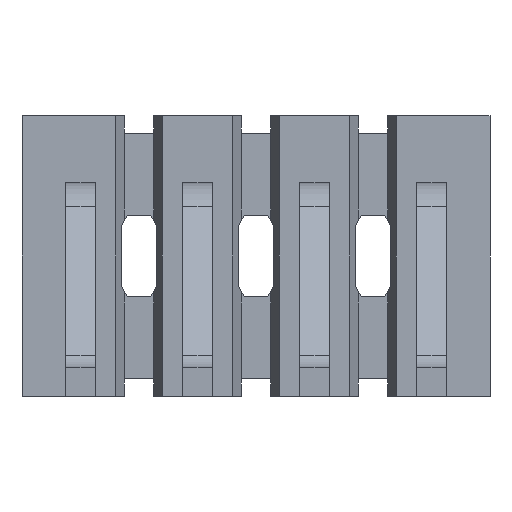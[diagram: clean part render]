
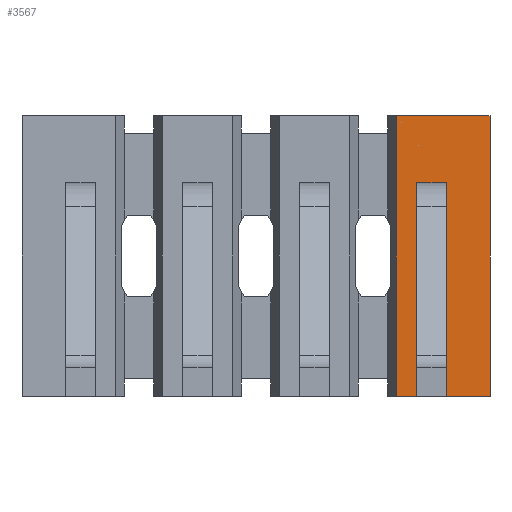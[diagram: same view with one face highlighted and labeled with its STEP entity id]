
A CAD part, front view. The second image highlights one B-rep face of the part: STEP entity #3567.
In plain terms, the highlighted face is planar.
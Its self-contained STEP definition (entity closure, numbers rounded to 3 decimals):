
#840 = VERTEX_POINT('',#841);
#841 = CARTESIAN_POINT('',(-3.048,3.048,-1.27));
#847 = EDGE_CURVE('',#840,#848,#850,.T.);
#848 = VERTEX_POINT('',#849);
#849 = CARTESIAN_POINT('',(-5.08,3.048,-1.27));
#850 = LINE('',#851,#852);
#851 = CARTESIAN_POINT('',(5.08,3.048,-1.27));
#852 = VECTOR('',#853,1.);
#853 = DIRECTION('',(-1.,0.,0.));
#2202 = VERTEX_POINT('',#2203);
#2203 = CARTESIAN_POINT('',(-5.08,-3.048,-1.27));
#2209 = EDGE_CURVE('',#2202,#2210,#2212,.T.);
#2210 = VERTEX_POINT('',#2211);
#2211 = CARTESIAN_POINT('',(-3.048,-3.048,-1.27));
#2212 = LINE('',#2213,#2214);
#2213 = CARTESIAN_POINT('',(-5.08,-3.048,-1.27));
#2214 = VECTOR('',#2215,1.);
#2215 = DIRECTION('',(1.,0.,0.));
#3567 = ADVANCED_FACE('',(#3568,#3602,#3636),#3652,.F.);
#3568 = FACE_BOUND('',#3569,.T.);
#3569 = EDGE_LOOP('',(#3570,#3580,#3588,#3596));
#3570 = ORIENTED_EDGE('',*,*,#3571,.T.);
#3571 = EDGE_CURVE('',#3572,#3574,#3576,.T.);
#3572 = VERTEX_POINT('',#3573);
#3573 = CARTESIAN_POINT('',(-3.493,-0.953,-1.27));
#3574 = VERTEX_POINT('',#3575);
#3575 = CARTESIAN_POINT('',(-4.128,-0.953,-1.27));
#3576 = LINE('',#3577,#3578);
#3577 = CARTESIAN_POINT('',(-3.493,-0.953,-1.27));
#3578 = VECTOR('',#3579,1.);
#3579 = DIRECTION('',(-1.,0.,0.));
#3580 = ORIENTED_EDGE('',*,*,#3581,.T.);
#3581 = EDGE_CURVE('',#3574,#3582,#3584,.T.);
#3582 = VERTEX_POINT('',#3583);
#3583 = CARTESIAN_POINT('',(-4.128,-1.588,-1.27));
#3584 = LINE('',#3585,#3586);
#3585 = CARTESIAN_POINT('',(-4.128,-0.953,-1.27));
#3586 = VECTOR('',#3587,1.);
#3587 = DIRECTION('',(0.,-1.,0.));
#3588 = ORIENTED_EDGE('',*,*,#3589,.T.);
#3589 = EDGE_CURVE('',#3582,#3590,#3592,.T.);
#3590 = VERTEX_POINT('',#3591);
#3591 = CARTESIAN_POINT('',(-3.493,-1.588,-1.27));
#3592 = LINE('',#3593,#3594);
#3593 = CARTESIAN_POINT('',(-4.128,-1.588,-1.27));
#3594 = VECTOR('',#3595,1.);
#3595 = DIRECTION('',(1.,0.,0.));
#3596 = ORIENTED_EDGE('',*,*,#3597,.T.);
#3597 = EDGE_CURVE('',#3590,#3572,#3598,.T.);
#3598 = LINE('',#3599,#3600);
#3599 = CARTESIAN_POINT('',(-3.493,-1.588,-1.27));
#3600 = VECTOR('',#3601,1.);
#3601 = DIRECTION('',(0.,1.,0.));
#3602 = FACE_BOUND('',#3603,.T.);
#3603 = EDGE_LOOP('',(#3604,#3614,#3622,#3630));
#3604 = ORIENTED_EDGE('',*,*,#3605,.T.);
#3605 = EDGE_CURVE('',#3606,#3608,#3610,.T.);
#3606 = VERTEX_POINT('',#3607);
#3607 = CARTESIAN_POINT('',(-3.493,1.588,-1.27));
#3608 = VERTEX_POINT('',#3609);
#3609 = CARTESIAN_POINT('',(-4.128,1.588,-1.27));
#3610 = LINE('',#3611,#3612);
#3611 = CARTESIAN_POINT('',(-3.493,1.588,-1.27));
#3612 = VECTOR('',#3613,1.);
#3613 = DIRECTION('',(-1.,0.,0.));
#3614 = ORIENTED_EDGE('',*,*,#3615,.T.);
#3615 = EDGE_CURVE('',#3608,#3616,#3618,.T.);
#3616 = VERTEX_POINT('',#3617);
#3617 = CARTESIAN_POINT('',(-4.128,0.953,-1.27));
#3618 = LINE('',#3619,#3620);
#3619 = CARTESIAN_POINT('',(-4.128,1.588,-1.27));
#3620 = VECTOR('',#3621,1.);
#3621 = DIRECTION('',(0.,-1.,0.));
#3622 = ORIENTED_EDGE('',*,*,#3623,.T.);
#3623 = EDGE_CURVE('',#3616,#3624,#3626,.T.);
#3624 = VERTEX_POINT('',#3625);
#3625 = CARTESIAN_POINT('',(-3.493,0.953,-1.27));
#3626 = LINE('',#3627,#3628);
#3627 = CARTESIAN_POINT('',(-4.128,0.953,-1.27));
#3628 = VECTOR('',#3629,1.);
#3629 = DIRECTION('',(1.,0.,0.));
#3630 = ORIENTED_EDGE('',*,*,#3631,.T.);
#3631 = EDGE_CURVE('',#3624,#3606,#3632,.T.);
#3632 = LINE('',#3633,#3634);
#3633 = CARTESIAN_POINT('',(-3.493,0.953,-1.27));
#3634 = VECTOR('',#3635,1.);
#3635 = DIRECTION('',(0.,1.,0.));
#3636 = FACE_BOUND('',#3637,.T.);
#3637 = EDGE_LOOP('',(#3638,#3644,#3645,#3651));
#3638 = ORIENTED_EDGE('',*,*,#3639,.F.);
#3639 = EDGE_CURVE('',#2210,#840,#3640,.T.);
#3640 = LINE('',#3641,#3642);
#3641 = CARTESIAN_POINT('',(-3.048,0.,-1.27));
#3642 = VECTOR('',#3643,1.);
#3643 = DIRECTION('',(0.,1.,0.));
#3644 = ORIENTED_EDGE('',*,*,#2209,.F.);
#3645 = ORIENTED_EDGE('',*,*,#3646,.F.);
#3646 = EDGE_CURVE('',#848,#2202,#3647,.T.);
#3647 = LINE('',#3648,#3649);
#3648 = CARTESIAN_POINT('',(-5.08,3.048,-1.27));
#3649 = VECTOR('',#3650,1.);
#3650 = DIRECTION('',(0.,-1.,0.));
#3651 = ORIENTED_EDGE('',*,*,#847,.F.);
#3652 = PLANE('',#3653);
#3653 = AXIS2_PLACEMENT_3D('',#3654,#3655,#3656);
#3654 = CARTESIAN_POINT('',(0.,0.,-1.27));
#3655 = DIRECTION('',(0.,0.,1.));
#3656 = DIRECTION('',(1.,0.,-0.));
